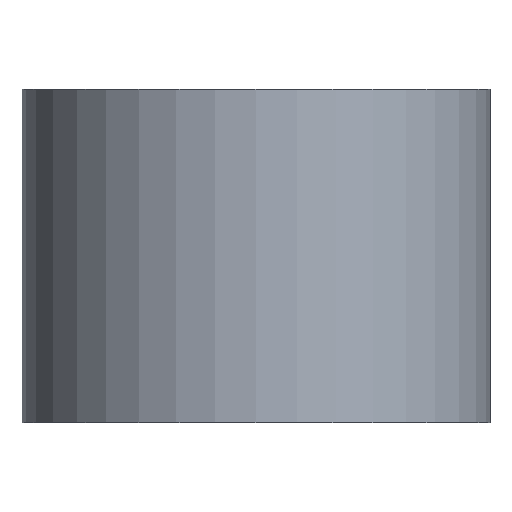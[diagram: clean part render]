
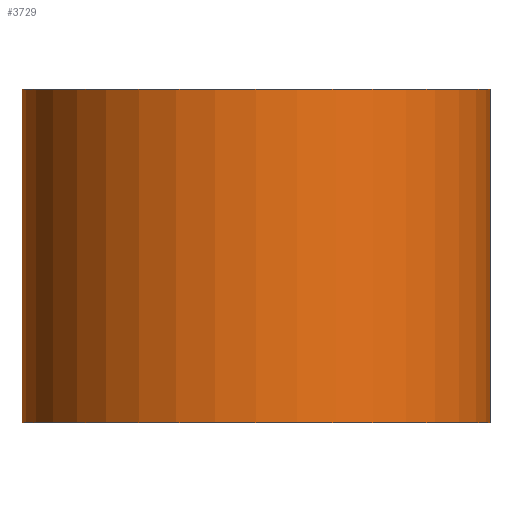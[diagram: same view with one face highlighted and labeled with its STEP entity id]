
A CAD part, left-side view. The second image highlights one B-rep face of the part: STEP entity #3729.
In plain terms, the highlighted cylindrical face has radius 33 mm (diameter 66 mm), a full revolution.
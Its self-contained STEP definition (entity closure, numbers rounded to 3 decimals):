
#32=FACE_BOUND('',#1115,.T.);
#33=FACE_BOUND('',#1116,.T.);
#214=LINE('',#7205,#447);
#217=LINE('',#7210,#450);
#447=VECTOR('',#4291,12.852);
#450=VECTOR('',#4296,12.852);
#887=FACE_OUTER_BOUND('',#1114,.T.);
#1114=EDGE_LOOP('',(#3403));
#1115=EDGE_LOOP('',(#3404));
#1116=EDGE_LOOP('',(#3405,#3406,#3407,#3408,#3409,#3410,#3411,#3412));
#1153=CIRCLE('',#3820,33.);
#1154=CIRCLE('',#3827,33.);
#1221=CIRCLE('',#4015,33.);
#1222=CIRCLE('',#4016,33.);
#1403=B_SPLINE_CURVE_WITH_KNOTS('',3,(#7175,#7176,#7177,#7178,#7179,#7180,
#7181,#7182,#7183,#7184),.UNSPECIFIED.,.F.,.F.,(4,2,2,2,4),(0.,0.071,
0.142,0.22,0.297),.UNSPECIFIED.);
#1404=B_SPLINE_CURVE_WITH_KNOTS('',3,(#7193,#7194,#7195,#7196,#7197,#7198,
#7199,#7200,#7201,#7202),.UNSPECIFIED.,.F.,.F.,(4,2,2,2,4),(0.299,
0.379,0.46,0.531,0.602),
 .UNSPECIFIED.);
#1405=B_SPLINE_CURVE_WITH_KNOTS('',3,(#7213,#7214,#7215,#7216,#7217,#7218,
#7219,#7220,#7221,#7222),.UNSPECIFIED.,.F.,.F.,(4,2,2,2,4),(-0.297,
-0.22,-0.142,-0.071,0.),
 .UNSPECIFIED.);
#1406=B_SPLINE_CURVE_WITH_KNOTS('',3,(#7227,#7228,#7229,#7230,#7231,#7232,
#7233,#7234,#7235,#7236),.UNSPECIFIED.,.F.,.F.,(4,2,2,2,4),(0.602,
0.673,0.744,0.825,0.905),
 .UNSPECIFIED.);
#1623=VERTEX_POINT('',#7172);
#1624=VERTEX_POINT('',#7174);
#1625=VERTEX_POINT('',#7187);
#1626=VERTEX_POINT('',#7191);
#1627=VERTEX_POINT('',#7204);
#1628=VERTEX_POINT('',#7208);
#1629=VERTEX_POINT('',#7212);
#1630=VERTEX_POINT('',#7225);
#1817=VERTEX_POINT('',#8601);
#1818=VERTEX_POINT('',#8603);
#2076=EDGE_CURVE('',#1624,#1623,#1403,.T.);
#2079=EDGE_CURVE('',#1623,#1625,#1153,.T.);
#2081=EDGE_CURVE('',#1625,#1626,#1404,.T.);
#2082=EDGE_CURVE('',#1627,#1624,#214,.T.);
#2085=EDGE_CURVE('',#1626,#1628,#217,.T.);
#2086=EDGE_CURVE('',#1629,#1627,#1405,.T.);
#2089=EDGE_CURVE('',#1628,#1630,#1406,.T.);
#2090=EDGE_CURVE('',#1630,#1629,#1154,.T.);
#2370=EDGE_CURVE('',#1817,#1817,#1221,.T.);
#2371=EDGE_CURVE('',#1818,#1818,#1222,.T.);
#3403=ORIENTED_EDGE('',*,*,#2370,.F.);
#3404=ORIENTED_EDGE('',*,*,#2371,.T.);
#3405=ORIENTED_EDGE('',*,*,#2076,.T.);
#3406=ORIENTED_EDGE('',*,*,#2079,.T.);
#3407=ORIENTED_EDGE('',*,*,#2081,.T.);
#3408=ORIENTED_EDGE('',*,*,#2085,.T.);
#3409=ORIENTED_EDGE('',*,*,#2089,.T.);
#3410=ORIENTED_EDGE('',*,*,#2090,.T.);
#3411=ORIENTED_EDGE('',*,*,#2086,.T.);
#3412=ORIENTED_EDGE('',*,*,#2082,.T.);
#3501=CYLINDRICAL_SURFACE('',#4014,33.);
#3729=ADVANCED_FACE('',(#887,#32,#33),#3501,.T.);
#3820=AXIS2_PLACEMENT_3D('',#7189,#4284,#4285);
#3827=AXIS2_PLACEMENT_3D('',#7238,#4305,#4306);
#4014=AXIS2_PLACEMENT_3D('',#8600,#4810,#4811);
#4015=AXIS2_PLACEMENT_3D('',#8602,#4812,#4813);
#4016=AXIS2_PLACEMENT_3D('',#8604,#4814,#4815);
#4284=DIRECTION('center_axis',(0.,0.,1.));
#4285=DIRECTION('ref_axis',(-1.,0.,0.));
#4291=DIRECTION('',(0.,0.,1.));
#4296=DIRECTION('',(0.,0.,-1.));
#4305=DIRECTION('center_axis',(0.,0.,-1.));
#4306=DIRECTION('ref_axis',(-1.,0.,0.));
#4810=DIRECTION('center_axis',(0.,0.,1.));
#4811=DIRECTION('ref_axis',(-1.,0.,0.));
#4812=DIRECTION('center_axis',(0.,0.,-1.));
#4813=DIRECTION('ref_axis',(-1.,0.,0.));
#4814=DIRECTION('center_axis',(0.,0.,-1.));
#4815=DIRECTION('ref_axis',(-1.,0.,0.));
#7172=CARTESIAN_POINT('',(31.719,-12.057,37.541));
#7174=CARTESIAN_POINT('',(30.908,-13.947,35.651));
#7175=CARTESIAN_POINT('Ctrl Pts',(30.908,-13.947,35.651));
#7176=CARTESIAN_POINT('Ctrl Pts',(30.908,-13.947,35.888));
#7177=CARTESIAN_POINT('Ctrl Pts',(30.93,-13.899,36.139));
#7178=CARTESIAN_POINT('Ctrl Pts',(31.017,-13.712,36.596));
#7179=CARTESIAN_POINT('Ctrl Pts',(31.08,-13.572,36.803));
#7180=CARTESIAN_POINT('Ctrl Pts',(31.227,-13.243,37.143));
#7181=CARTESIAN_POINT('Ctrl Pts',(31.321,-13.027,37.294));
#7182=CARTESIAN_POINT('Ctrl Pts',(31.52,-12.554,37.493));
#7183=CARTESIAN_POINT('Ctrl Pts',(31.624,-12.297,37.541));
#7184=CARTESIAN_POINT('Ctrl Pts',(31.719,-12.057,37.541));
#7187=CARTESIAN_POINT('',(30.691,14.403,37.541));
#7189=CARTESIAN_POINT('Origin',(1.,0.,37.541));
#7191=CARTESIAN_POINT('',(29.697,16.293,35.651));
#7193=CARTESIAN_POINT('Ctrl Pts',(30.691,14.403,37.541));
#7194=CARTESIAN_POINT('Ctrl Pts',(30.573,14.645,37.541));
#7195=CARTESIAN_POINT('Ctrl Pts',(30.444,14.903,37.492));
#7196=CARTESIAN_POINT('Ctrl Pts',(30.199,15.379,37.291));
#7197=CARTESIAN_POINT('Ctrl Pts',(30.082,15.598,37.138));
#7198=CARTESIAN_POINT('Ctrl Pts',(29.904,15.924,36.795));
#7199=CARTESIAN_POINT('Ctrl Pts',(29.828,16.061,36.591));
#7200=CARTESIAN_POINT('Ctrl Pts',(29.724,16.246,36.138));
#7201=CARTESIAN_POINT('Ctrl Pts',(29.697,16.293,35.888));
#7202=CARTESIAN_POINT('Ctrl Pts',(29.697,16.293,35.651));
#7204=CARTESIAN_POINT('',(30.908,-13.947,22.799));
#7205=CARTESIAN_POINT('',(30.908,-13.947,0.));
#7208=CARTESIAN_POINT('',(29.697,16.293,22.799));
#7210=CARTESIAN_POINT('',(29.697,16.293,0.));
#7212=CARTESIAN_POINT('',(31.719,-12.057,20.909));
#7213=CARTESIAN_POINT('Ctrl Pts',(31.719,-12.057,20.909));
#7214=CARTESIAN_POINT('Ctrl Pts',(31.624,-12.297,20.909));
#7215=CARTESIAN_POINT('Ctrl Pts',(31.52,-12.554,20.958));
#7216=CARTESIAN_POINT('Ctrl Pts',(31.321,-13.027,21.157));
#7217=CARTESIAN_POINT('Ctrl Pts',(31.227,-13.243,21.308));
#7218=CARTESIAN_POINT('Ctrl Pts',(31.08,-13.572,21.648));
#7219=CARTESIAN_POINT('Ctrl Pts',(31.017,-13.712,21.855));
#7220=CARTESIAN_POINT('Ctrl Pts',(30.93,-13.899,22.312));
#7221=CARTESIAN_POINT('Ctrl Pts',(30.908,-13.947,22.563));
#7222=CARTESIAN_POINT('Ctrl Pts',(30.908,-13.947,22.799));
#7225=CARTESIAN_POINT('',(30.691,14.403,20.909));
#7227=CARTESIAN_POINT('Ctrl Pts',(29.697,16.293,22.799));
#7228=CARTESIAN_POINT('Ctrl Pts',(29.697,16.293,22.563));
#7229=CARTESIAN_POINT('Ctrl Pts',(29.724,16.246,22.313));
#7230=CARTESIAN_POINT('Ctrl Pts',(29.828,16.061,21.86));
#7231=CARTESIAN_POINT('Ctrl Pts',(29.904,15.924,21.656));
#7232=CARTESIAN_POINT('Ctrl Pts',(30.082,15.598,21.313));
#7233=CARTESIAN_POINT('Ctrl Pts',(30.199,15.379,21.16));
#7234=CARTESIAN_POINT('Ctrl Pts',(30.444,14.903,20.958));
#7235=CARTESIAN_POINT('Ctrl Pts',(30.573,14.645,20.909));
#7236=CARTESIAN_POINT('Ctrl Pts',(30.691,14.403,20.909));
#7238=CARTESIAN_POINT('Origin',(1.,0.,20.909));
#8600=CARTESIAN_POINT('Origin',(1.,0.,0.));
#8601=CARTESIAN_POINT('',(34.,0.,0.));
#8602=CARTESIAN_POINT('Origin',(1.,0.,0.));
#8603=CARTESIAN_POINT('',(34.,0.,47.));
#8604=CARTESIAN_POINT('Origin',(1.,0.,47.));
